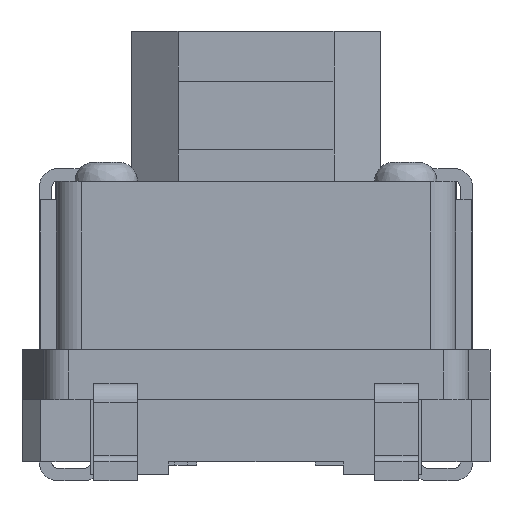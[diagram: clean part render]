
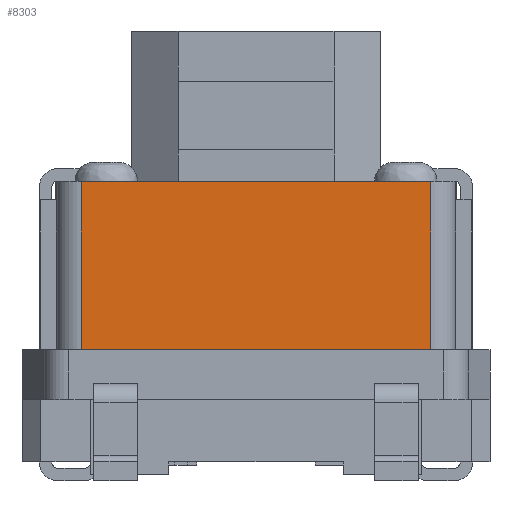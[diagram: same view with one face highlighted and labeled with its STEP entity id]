
A CAD part, front view. The second image highlights one B-rep face of the part: STEP entity #8303.
In plain terms, the highlighted planar face has unit normal (0, -1, 0).
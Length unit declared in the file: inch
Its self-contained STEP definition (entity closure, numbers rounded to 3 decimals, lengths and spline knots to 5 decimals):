
#367=DIRECTION('',(1.,0.,0.));
#368=VECTOR('',#367,0.22047);
#369=CARTESIAN_POINT('',(-0.1151,-0.13256,
0.1378));
#370=LINE('',#369,#368);
#2204=DIRECTION('',(0.,0.,-1.));
#2205=VECTOR('',#2204,0.09449);
#2206=CARTESIAN_POINT('',(0.10538,-0.13256,
0.12598));
#2207=LINE('',#2206,#2205);
#2208=DIRECTION('',(0.,0.,-1.));
#2209=VECTOR('',#2208,0.01181);
#2210=CARTESIAN_POINT('',(0.10538,-0.13256,
0.1378));
#2211=LINE('',#2210,#2209);
#2220=DIRECTION('',(1.,0.,0.));
#2221=VECTOR('',#2220,0.22047);
#2222=CARTESIAN_POINT('',(-0.1151,-0.13256,
0.0315));
#2223=LINE('',#2222,#2221);
#2232=DIRECTION('',(0.,0.,1.));
#2233=VECTOR('',#2232,0.01181);
#2234=CARTESIAN_POINT('',(-0.1151,-0.13256,
0.12598));
#2235=LINE('',#2234,#2233);
#2236=DIRECTION('',(0.,0.,1.));
#2237=VECTOR('',#2236,0.09449);
#2238=CARTESIAN_POINT('',(-0.1151,-0.13256,
0.0315));
#2239=LINE('',#2238,#2237);
#4708=CARTESIAN_POINT('',(-0.1151,-0.13256,
0.0315));
#4710=VERTEX_POINT('',#4708);
#4712=CARTESIAN_POINT('',(0.10538,-0.13256,
0.0315));
#4713=VERTEX_POINT('',#4712);
#5210=CARTESIAN_POINT('',(-0.1151,-0.13256,
0.1378));
#5211=VERTEX_POINT('',#5210);
#5212=CARTESIAN_POINT('',(0.10538,-0.13256,
0.1378));
#5213=VERTEX_POINT('',#5212);
#5368=CARTESIAN_POINT('',(0.10538,-0.13256,
0.12598));
#5369=VERTEX_POINT('',#5368);
#5370=CARTESIAN_POINT('',(-0.1151,-0.13256,
0.12598));
#5371=VERTEX_POINT('',#5370);
#8288=CARTESIAN_POINT('',(-0.00486,-0.13256,
0.07874));
#8289=DIRECTION('',(0.,1.,0.));
#8290=DIRECTION('',(1.,0.,0.));
#8291=AXIS2_PLACEMENT_3D('',#8288,#8289,#8290);
#8292=PLANE('',#8291);
#8294=ORIENTED_EDGE('',*,*,#8293,.T.);
#8296=ORIENTED_EDGE('',*,*,#8295,.T.);
#8297=ORIENTED_EDGE('',*,*,#5740,.T.);
#8298=ORIENTED_EDGE('',*,*,#8279,.T.);
#8299=ORIENTED_EDGE('',*,*,#8277,.T.);
#8300=ORIENTED_EDGE('',*,*,#6053,.F.);
#8301=EDGE_LOOP('',(#8294,#8296,#8297,#8298,#8299,#8300));
#8302=FACE_OUTER_BOUND('',#8301,.F.);
#5740=EDGE_CURVE('',#5211,#5213,#370,.T.);
#6053=EDGE_CURVE('',#4710,#4713,#2223,.T.);
#8277=EDGE_CURVE('',#5369,#4713,#2207,.T.);
#8279=EDGE_CURVE('',#5213,#5369,#2211,.T.);
#8293=EDGE_CURVE('',#4710,#5371,#2239,.T.);
#8295=EDGE_CURVE('',#5371,#5211,#2235,.T.);
#8303=ADVANCED_FACE('',(#8302),#8292,.F.);
